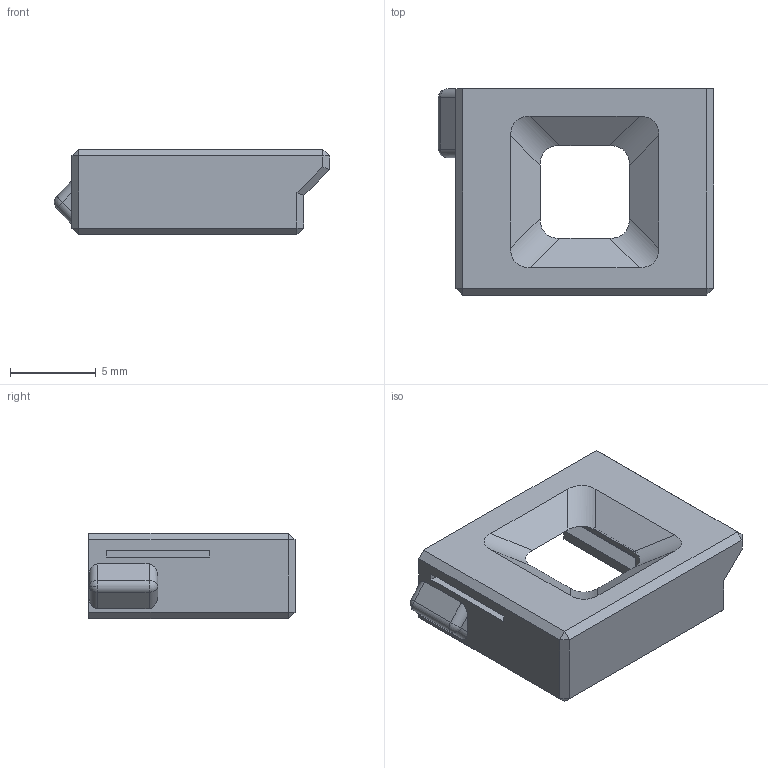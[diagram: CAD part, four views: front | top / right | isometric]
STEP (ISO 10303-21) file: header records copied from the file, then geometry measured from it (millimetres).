
FILE_DESCRIPTION (( 'STEP AP214' ), '1' );
FILE_NAME ('ledÔØÌå.STEP', '2023-10-22T15:44:15', ( '' ), ( '' ), 'SwSTEP 2.0', 'SolidWorks 2022', '' );
FILE_SCHEMA (( 'AUTOMOTIVE_DESIGN' ));
Length unit declared in the file: millimetre
Products named in the file (1): led载体
Bounding box: 16.02 x 12 x 5 mm (x, y, z)
Volume: 435 mm3; surface area: 721.3 mm2
Topology: 1 solids, 1 shells, 83 faces, 228 edges, 143 vertices
Faces by surface type: plane 67, cylinder 11, sphere 3, cone 2
Entity records: 2596 total; most frequent: CARTESIAN_POINT 491, ORIENTED_EDGE 452, DIRECTION 398, EDGE_CURVE 226, VECTOR 196, LINE 196, VERTEX_POINT 142, AXIS2_PLACEMENT_3D 101
